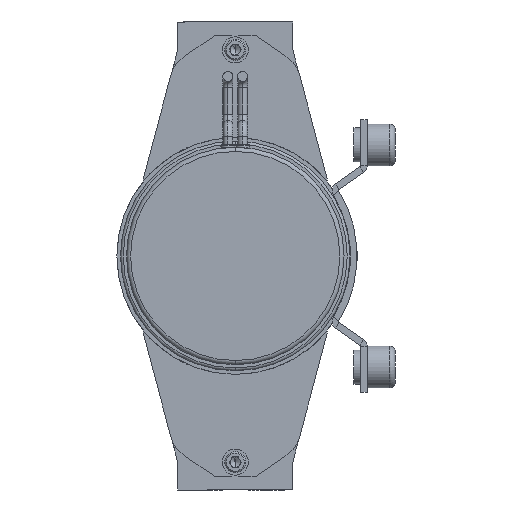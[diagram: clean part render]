
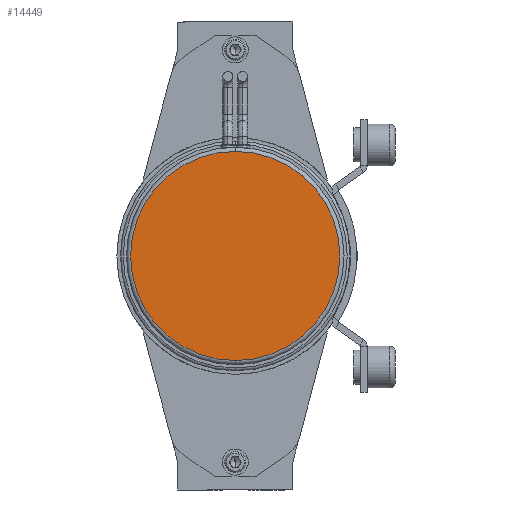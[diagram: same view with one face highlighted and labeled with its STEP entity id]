
A CAD part, left-side view. The second image highlights one B-rep face of the part: STEP entity #14449.
In plain terms, the highlighted planar face has unit normal (-1, 0, 0).
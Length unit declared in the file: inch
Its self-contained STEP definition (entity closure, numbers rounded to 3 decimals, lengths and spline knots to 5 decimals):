
#1186 = FACE_OUTER_BOUND ( 'NONE', #1869, .T. ) ;
#1869 = EDGE_LOOP ( 'NONE', ( #10766, #7073 ) ) ;
#2569 = EDGE_CURVE ( 'NONE', #9383, #6071, #5944, .T. ) ;
#3114 = DIRECTION ( 'NONE',  ( 1., 0., 0. ) ) ;
#3692 = AXIS2_PLACEMENT_3D ( 'NONE', #14324, #5967, #15749 ) ;
#3879 = CARTESIAN_POINT ( 'NONE',  ( -7.6, 0., 0. ) ) ;
#5295 = DIRECTION ( 'NONE',  ( 0., 0., -1. ) ) ;
#5944 = CIRCLE ( 'NONE', #12248, 1.8775 ) ;
#5967 = DIRECTION ( 'NONE',  ( -1., 0., 0. ) ) ;
#6071 = VERTEX_POINT ( 'NONE', #8325 ) ;
#7073 = ORIENTED_EDGE ( 'NONE', *, *, #18167, .F. ) ;
#7273 = CARTESIAN_POINT ( 'NONE',  ( -7.6, 0., 0. ) ) ;
#8325 = CARTESIAN_POINT ( 'NONE',  ( -7.6, 0., 1.8775 ) ) ;
#9032 = AXIS2_PLACEMENT_3D ( 'NONE', #3879, #13627, #5295 ) ;
#9084 = CARTESIAN_POINT ( 'NONE',  ( -7.6, 0., -1.8775 ) ) ;
#9383 = VERTEX_POINT ( 'NONE', #9084 ) ;
#10766 = ORIENTED_EDGE ( 'NONE', *, *, #2569, .F. ) ;
#12248 = AXIS2_PLACEMENT_3D ( 'NONE', #7273, #3114, #17410 ) ;
#13627 = DIRECTION ( 'NONE',  ( 1., 0., 0. ) ) ;
#14324 = CARTESIAN_POINT ( 'NONE',  ( -7.6, 0., 0. ) ) ;
#14449 = ADVANCED_FACE ( 'NONE', ( #1186 ), #15686, .T. ) ;
#14767 = CIRCLE ( 'NONE', #9032, 1.8775 ) ;
#15686 = PLANE ( 'NONE',  #3692 ) ;
#15749 = DIRECTION ( 'NONE',  ( 0., 0., 1. ) ) ;
#17410 = DIRECTION ( 'NONE',  ( 0., 0., -1. ) ) ;
#18167 = EDGE_CURVE ( 'NONE', #6071, #9383, #14767, .T. ) ;
